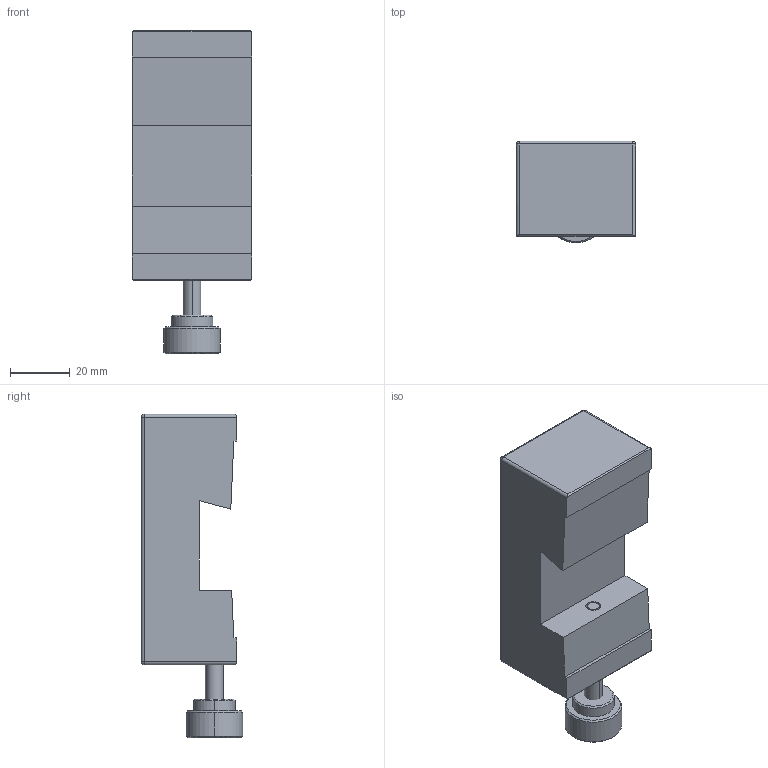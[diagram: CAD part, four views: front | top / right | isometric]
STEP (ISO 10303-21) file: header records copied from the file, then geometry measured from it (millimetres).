
FILE_DESCRIPTION (( 'STEP AP203' ), '1' );
FILE_NAME ('01OCR-1.STEP', '2016-12-08T03:08:31', ( '' ), ( '' ), 'SwSTEP 2.0', 'SolidWorks 2016', '' );
FILE_SCHEMA (( 'CONFIG_CONTROL_DESIGN' ));
Length unit declared in the file: millimetre
Products named in the file (1): 01OCR-1
Bounding box: 40 x 34 x 108.5 mm (x, y, z)
Volume: 92147.2 mm3; surface area: 19743.6 mm2
Topology: 4 solids, 4 shells, 119 faces, 278 edges, 156 vertices
Faces by surface type: cylinder 48, cone 34, plane 33, sphere 4
Entity records: 3255 total; most frequent: DIRECTION 594, CARTESIAN_POINT 538, ORIENTED_EDGE 500, EDGE_CURVE 250, AXIS2_PLACEMENT_3D 228, VERTEX_POINT 156, EDGE_LOOP 140, VECTOR 138
